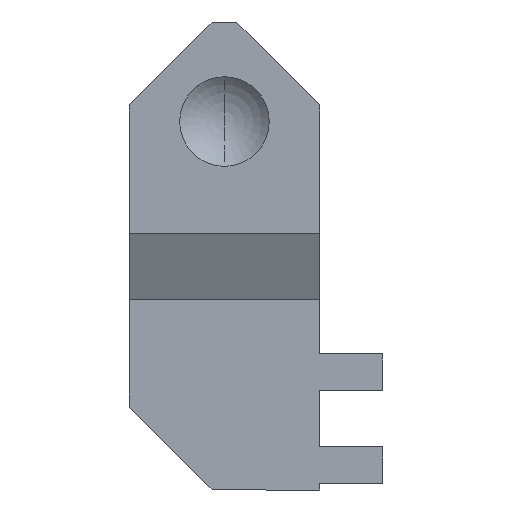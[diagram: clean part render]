
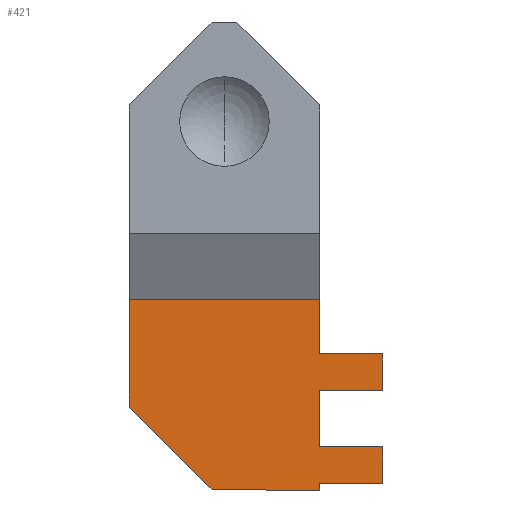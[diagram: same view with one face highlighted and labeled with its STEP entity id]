
A CAD part, front view. The second image highlights one B-rep face of the part: STEP entity #421.
In plain terms, the highlighted planar face has unit normal (0, -1, 0).
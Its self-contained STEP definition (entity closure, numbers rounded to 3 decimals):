
#2 = VECTOR ( 'NONE', #775, 1000. ) ;
#3 = CARTESIAN_POINT ( 'NONE',  ( -2.875, 1., -1.321 ) ) ;
#4 = CARTESIAN_POINT ( 'NONE',  ( -2.875, 1., -4.55 ) ) ;
#9 = FACE_OUTER_BOUND ( 'NONE', #301, .T. ) ;
#11 = CARTESIAN_POINT ( 'NONE',  ( 2.875, 1., -6.85 ) ) ;
#12 = ORIENTED_EDGE ( 'NONE', *, *, #98, .T. ) ;
#15 = ORIENTED_EDGE ( 'NONE', *, *, #832, .F. ) ;
#19 = VERTEX_POINT ( 'NONE', #306 ) ;
#29 = ORIENTED_EDGE ( 'NONE', *, *, #845, .T. ) ;
#31 = LINE ( 'NONE', #734, #48 ) ;
#34 = VERTEX_POINT ( 'NONE', #434 ) ;
#35 = VECTOR ( 'NONE', #191, 1000. ) ;
#36 = CARTESIAN_POINT ( 'NONE',  ( 2.875, 1., -4.05 ) ) ;
#48 = VECTOR ( 'NONE', #309, 1000. ) ;
#57 = VECTOR ( 'NONE', #273, 1000. ) ;
#68 = CARTESIAN_POINT ( 'NONE',  ( 4.775, 1., -2.95 ) ) ;
#75 = VERTEX_POINT ( 'NONE', #807 ) ;
#90 = EDGE_CURVE ( 'NONE', #587, #322, #368, .T. ) ;
#98 = EDGE_CURVE ( 'NONE', #731, #472, #31, .T. ) ;
#130 = DIRECTION ( 'NONE',  ( 0.707, 0., -0.707 ) ) ;
#143 = CARTESIAN_POINT ( 'NONE',  ( 4.775, 1., -4.05 ) ) ;
#156 = CARTESIAN_POINT ( 'NONE',  ( 2.875, 1., -7.05 ) ) ;
#191 = DIRECTION ( 'NONE',  ( 1., 0., 0. ) ) ;
#197 = DIRECTION ( 'NONE',  ( 1., 0., 0. ) ) ;
#198 = EDGE_CURVE ( 'NONE', #473, #594, #326, .T. ) ;
#204 = VECTOR ( 'NONE', #130, 1000. ) ;
#207 = EDGE_CURVE ( 'NONE', #473, #747, #459, .T. ) ;
#226 = ORIENTED_EDGE ( 'NONE', *, *, #588, .F. ) ;
#247 = LINE ( 'NONE', #682, #57 ) ;
#249 = VERTEX_POINT ( 'NONE', #604 ) ;
#261 = VECTOR ( 'NONE', #377, 1000. ) ;
#267 = CARTESIAN_POINT ( 'NONE',  ( 2.875, 1., -5.75 ) ) ;
#271 = LINE ( 'NONE', #916, #464 ) ;
#273 = DIRECTION ( 'NONE',  ( 0., 0., -1. ) ) ;
#277 = DIRECTION ( 'NONE',  ( -1., 0., 0. ) ) ;
#279 = DIRECTION ( 'NONE',  ( 0., 0., 1. ) ) ;
#289 = DIRECTION ( 'NONE',  ( 1., 0., 0. ) ) ;
#301 = EDGE_LOOP ( 'NONE', ( #796, #29, #751, #795, #756, #12, #226, #15, #863, #527, #453, #381, #531 ) ) ;
#306 = CARTESIAN_POINT ( 'NONE',  ( 2.875, 1., -1.321 ) ) ;
#309 = DIRECTION ( 'NONE',  ( 0., 0., 1. ) ) ;
#322 = VERTEX_POINT ( 'NONE', #345 ) ;
#326 = LINE ( 'NONE', #608, #919 ) ;
#329 = VECTOR ( 'NONE', #289, 1000. ) ;
#334 = VECTOR ( 'NONE', #336, 1000. ) ;
#336 = DIRECTION ( 'NONE',  ( 1., 0., 0. ) ) ;
#345 = CARTESIAN_POINT ( 'NONE',  ( 2.875, 1., -7.05 ) ) ;
#349 = PLANE ( 'NONE',  #564 ) ;
#356 = EDGE_CURVE ( 'NONE', #19, #249, #247, .T. ) ;
#368 = LINE ( 'NONE', #156, #261 ) ;
#377 = DIRECTION ( 'NONE',  ( 0., 0., -1. ) ) ;
#378 = CARTESIAN_POINT ( 'NONE',  ( 4.775, 1., -6.85 ) ) ;
#381 = ORIENTED_EDGE ( 'NONE', *, *, #356, .F. ) ;
#404 = VERTEX_POINT ( 'NONE', #4 ) ;
#406 = CARTESIAN_POINT ( 'NONE',  ( -2.875, 1., -1.321 ) ) ;
#409 = LINE ( 'NONE', #548, #35 ) ;
#421 = ADVANCED_FACE ( 'NONE', ( #9 ), #349, .F. ) ;
#434 = CARTESIAN_POINT ( 'NONE',  ( -0.375, 1., -7.05 ) ) ;
#447 = CARTESIAN_POINT ( 'NONE',  ( 2.875, 1., -4.05 ) ) ;
#453 = ORIENTED_EDGE ( 'NONE', *, *, #851, .F. ) ;
#459 = LINE ( 'NONE', #36, #768 ) ;
#464 = VECTOR ( 'NONE', #277, 1000. ) ;
#471 = CARTESIAN_POINT ( 'NONE',  ( -2.875, 1., -4.55 ) ) ;
#472 = VERTEX_POINT ( 'NONE', #532 ) ;
#473 = VERTEX_POINT ( 'NONE', #143 ) ;
#481 = EDGE_CURVE ( 'NONE', #731, #587, #271, .T. ) ;
#512 = VERTEX_POINT ( 'NONE', #573 ) ;
#527 = ORIENTED_EDGE ( 'NONE', *, *, #198, .T. ) ;
#531 = ORIENTED_EDGE ( 'NONE', *, *, #920, .F. ) ;
#532 = CARTESIAN_POINT ( 'NONE',  ( 4.775, 1., -5.75 ) ) ;
#548 = CARTESIAN_POINT ( 'NONE',  ( -2.875, 1., -7.05 ) ) ;
#564 = AXIS2_PLACEMENT_3D ( 'NONE', #918, #576, #569 ) ;
#565 = LINE ( 'NONE', #3, #706 ) ;
#569 = DIRECTION ( 'NONE',  ( 0., 0., 1. ) ) ;
#573 = CARTESIAN_POINT ( 'NONE',  ( -2.875, 1., -1.321 ) ) ;
#576 = DIRECTION ( 'NONE',  ( 0., 1., 0. ) ) ;
#586 = LINE ( 'NONE', #809, #329 ) ;
#587 = VERTEX_POINT ( 'NONE', #11 ) ;
#588 = EDGE_CURVE ( 'NONE', #75, #472, #586, .T. ) ;
#594 = VERTEX_POINT ( 'NONE', #787 ) ;
#598 = DIRECTION ( 'NONE',  ( -1., 0., 0. ) ) ;
#604 = CARTESIAN_POINT ( 'NONE',  ( 2.875, 1., -2.95 ) ) ;
#608 = CARTESIAN_POINT ( 'NONE',  ( 4.775, 1., -1.321 ) ) ;
#624 = LINE ( 'NONE', #68, #334 ) ;
#636 = EDGE_CURVE ( 'NONE', #404, #512, #565, .T. ) ;
#658 = VECTOR ( 'NONE', #197, 1000. ) ;
#682 = CARTESIAN_POINT ( 'NONE',  ( 2.875, 1., -2.95 ) ) ;
#706 = VECTOR ( 'NONE', #279, 1000. ) ;
#731 = VERTEX_POINT ( 'NONE', #378 ) ;
#734 = CARTESIAN_POINT ( 'NONE',  ( 4.775, 1., -1.321 ) ) ;
#747 = VERTEX_POINT ( 'NONE', #447 ) ;
#751 = ORIENTED_EDGE ( 'NONE', *, *, #822, .T. ) ;
#756 = ORIENTED_EDGE ( 'NONE', *, *, #481, .F. ) ;
#768 = VECTOR ( 'NONE', #598, 1000. ) ;
#775 = DIRECTION ( 'NONE',  ( 0., 0., -1. ) ) ;
#779 = LINE ( 'NONE', #267, #2 ) ;
#787 = CARTESIAN_POINT ( 'NONE',  ( 4.775, 1., -2.95 ) ) ;
#795 = ORIENTED_EDGE ( 'NONE', *, *, #90, .F. ) ;
#796 = ORIENTED_EDGE ( 'NONE', *, *, #636, .F. ) ;
#807 = CARTESIAN_POINT ( 'NONE',  ( 2.875, 1., -5.75 ) ) ;
#809 = CARTESIAN_POINT ( 'NONE',  ( 4.775, 1., -5.75 ) ) ;
#822 = EDGE_CURVE ( 'NONE', #34, #322, #409, .T. ) ;
#832 = EDGE_CURVE ( 'NONE', #747, #75, #779, .T. ) ;
#845 = EDGE_CURVE ( 'NONE', #404, #34, #913, .T. ) ;
#851 = EDGE_CURVE ( 'NONE', #249, #594, #624, .T. ) ;
#863 = ORIENTED_EDGE ( 'NONE', *, *, #207, .F. ) ;
#898 = DIRECTION ( 'NONE',  ( 0., 0., 1. ) ) ;
#910 = LINE ( 'NONE', #406, #658 ) ;
#913 = LINE ( 'NONE', #471, #204 ) ;
#916 = CARTESIAN_POINT ( 'NONE',  ( 2.875, 1., -6.85 ) ) ;
#918 = CARTESIAN_POINT ( 'NONE',  ( -2.875, 1., -1.321 ) ) ;
#919 = VECTOR ( 'NONE', #898, 1000. ) ;
#920 = EDGE_CURVE ( 'NONE', #512, #19, #910, .T. ) ;
